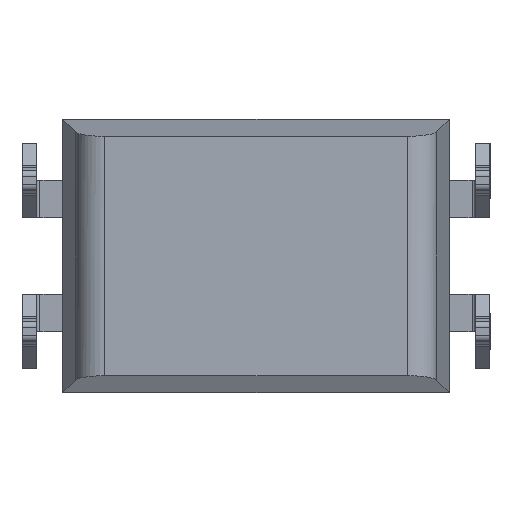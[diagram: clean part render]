
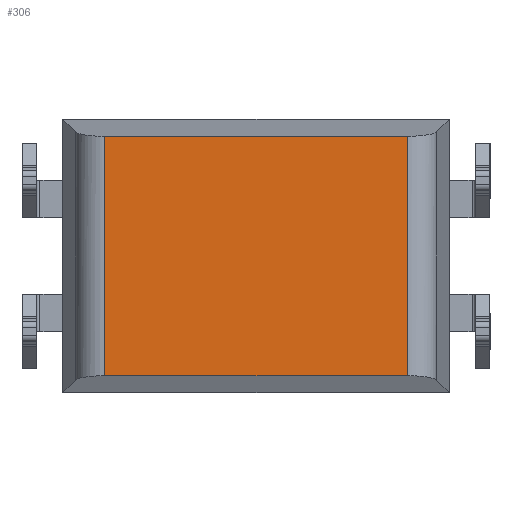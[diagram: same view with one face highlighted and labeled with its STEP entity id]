
A CAD part, front view. The second image highlights one B-rep face of the part: STEP entity #306.
In plain terms, the highlighted planar face has unit normal (0, -1, 0).
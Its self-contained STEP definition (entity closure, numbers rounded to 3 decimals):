
#93 = VECTOR ( 'NONE', #2397, 1000. ) ;
#101 = EDGE_CURVE ( 'NONE', #2087, #2206, #792, .T. ) ;
#115 = EDGE_CURVE ( 'NONE', #692, #2087, #1331, .T. ) ;
#231 = DIRECTION ( 'NONE',  ( 0., 0., -1. ) ) ;
#294 = CARTESIAN_POINT ( 'NONE',  ( 2.544, 1.05, 2.013 ) ) ;
#306 = ADVANCED_FACE ( 'NONE', ( #2038 ), #2343, .T. ) ;
#338 = AXIS2_PLACEMENT_3D ( 'NONE', #1748, #414, #2886 ) ;
#414 = DIRECTION ( 'NONE',  ( 0., -1., 0. ) ) ;
#444 = VECTOR ( 'NONE', #231, 1000. ) ;
#496 = CARTESIAN_POINT ( 'NONE',  ( 2.544, 1.05, 2.013 ) ) ;
#521 = VECTOR ( 'NONE', #1744, 1000. ) ;
#600 = ORIENTED_EDGE ( 'NONE', *, *, #1478, .T. ) ;
#692 = VERTEX_POINT ( 'NONE', #496 ) ;
#792 = LINE ( 'NONE', #2380, #444 ) ;
#855 = EDGE_CURVE ( 'NONE', #2486, #692, #956, .T. ) ;
#956 = LINE ( 'NONE', #294, #3168 ) ;
#1331 = LINE ( 'NONE', #2105, #93 ) ;
#1420 = CARTESIAN_POINT ( 'NONE',  ( -2.544, 1.05, -2.013 ) ) ;
#1478 = EDGE_CURVE ( 'NONE', #2206, #2486, #3140, .T. ) ;
#1552 = EDGE_LOOP ( 'NONE', ( #600, #3356, #3414, #2720 ) ) ;
#1744 = DIRECTION ( 'NONE',  ( 1., 0., 0. ) ) ;
#1748 = CARTESIAN_POINT ( 'NONE',  ( 0., 1.05, 0. ) ) ;
#1772 = DIRECTION ( 'NONE',  ( 0., 0., 1. ) ) ;
#2038 = FACE_OUTER_BOUND ( 'NONE', #1552, .T. ) ;
#2087 = VERTEX_POINT ( 'NONE', #3583 ) ;
#2105 = CARTESIAN_POINT ( 'NONE',  ( 3.25, 1.05, 2.013 ) ) ;
#2206 = VERTEX_POINT ( 'NONE', #1420 ) ;
#2250 = CARTESIAN_POINT ( 'NONE',  ( -3.25, 1.05, -2.013 ) ) ;
#2343 = PLANE ( 'NONE',  #338 ) ;
#2344 = CARTESIAN_POINT ( 'NONE',  ( 2.544, 1.05, -2.013 ) ) ;
#2380 = CARTESIAN_POINT ( 'NONE',  ( -2.544, 1.05, -2.013 ) ) ;
#2397 = DIRECTION ( 'NONE',  ( -1., 0., 0. ) ) ;
#2486 = VERTEX_POINT ( 'NONE', #2344 ) ;
#2720 = ORIENTED_EDGE ( 'NONE', *, *, #101, .T. ) ;
#2886 = DIRECTION ( 'NONE',  ( 0., 0., -1. ) ) ;
#3140 = LINE ( 'NONE', #2250, #521 ) ;
#3168 = VECTOR ( 'NONE', #1772, 1000. ) ;
#3356 = ORIENTED_EDGE ( 'NONE', *, *, #855, .T. ) ;
#3414 = ORIENTED_EDGE ( 'NONE', *, *, #115, .T. ) ;
#3583 = CARTESIAN_POINT ( 'NONE',  ( -2.544, 1.05, 2.013 ) ) ;
